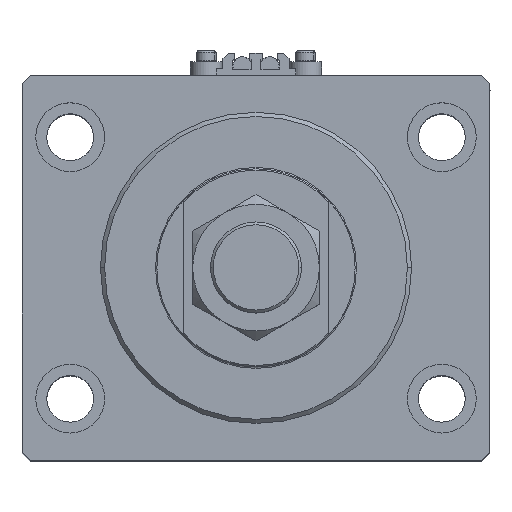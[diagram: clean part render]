
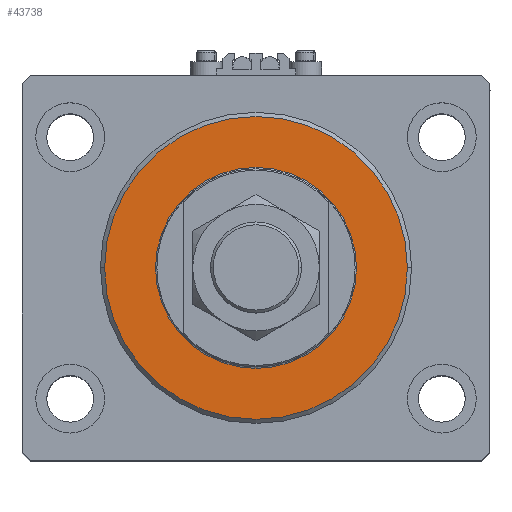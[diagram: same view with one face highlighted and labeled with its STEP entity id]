
A CAD part, top view. The second image highlights one B-rep face of the part: STEP entity #43738.
In plain terms, the highlighted face is planar.
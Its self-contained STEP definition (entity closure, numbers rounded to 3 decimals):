
#545 = EDGE_CURVE ( 'NONE', #2400, #2541, #9944, .T. ) ;
#2400 = VERTEX_POINT ( 'NONE', #38876 ) ;
#2541 = VERTEX_POINT ( 'NONE', #14097 ) ;
#2548 = DIRECTION ( 'NONE',  ( 0., 0., -1. ) ) ;
#4287 = AXIS2_PLACEMENT_3D ( 'NONE', #46591, #10926, #22163 ) ;
#6582 = EDGE_CURVE ( 'NONE', #16417, #33310, #22694, .T. ) ;
#8909 = DIRECTION ( 'NONE',  ( 1., 0., 0. ) ) ;
#9944 = CIRCLE ( 'NONE', #19102, 36.5 ) ;
#10198 = ORIENTED_EDGE ( 'NONE', *, *, #32316, .T. ) ;
#10926 = DIRECTION ( 'NONE',  ( 0., 0., 1. ) ) ;
#11775 = DIRECTION ( 'NONE',  ( 0., 0., 1. ) ) ;
#12250 = CIRCLE ( 'NONE', #30593, 36.5 ) ;
#14097 = CARTESIAN_POINT ( 'NONE',  ( 36.5, 0., 0. ) ) ;
#14644 = EDGE_LOOP ( 'NONE', ( #28383, #49913 ) ) ;
#16417 = VERTEX_POINT ( 'NONE', #49977 ) ;
#16450 = DIRECTION ( 'NONE',  ( 0., 0., -1. ) ) ;
#18431 = DIRECTION ( 'NONE',  ( 1., 0., 0. ) ) ;
#19102 = AXIS2_PLACEMENT_3D ( 'NONE', #32619, #48483, #8909 ) ;
#19605 = CARTESIAN_POINT ( 'NONE',  ( 0., 0., 0. ) ) ;
#20323 = CARTESIAN_POINT ( 'NONE',  ( -55., 0., 0. ) ) ;
#22163 = DIRECTION ( 'NONE',  ( 1., 0., 0. ) ) ;
#22694 = CIRCLE ( 'NONE', #29331, 55. ) ;
#23353 = EDGE_LOOP ( 'NONE', ( #10198, #39854 ) ) ;
#23501 = EDGE_CURVE ( 'NONE', #33310, #16417, #45499, .T. ) ;
#24276 = CARTESIAN_POINT ( 'NONE',  ( 0., 0., 0. ) ) ;
#26310 = PLANE ( 'NONE',  #4287 ) ;
#28383 = ORIENTED_EDGE ( 'NONE', *, *, #6582, .T. ) ;
#29331 = AXIS2_PLACEMENT_3D ( 'NONE', #24276, #16450, #32337 ) ;
#30227 = FACE_OUTER_BOUND ( 'NONE', #14644, .T. ) ;
#30593 = AXIS2_PLACEMENT_3D ( 'NONE', #19605, #11775, #31571 ) ;
#31571 = DIRECTION ( 'NONE',  ( 1., 0., 0. ) ) ;
#32316 = EDGE_CURVE ( 'NONE', #2541, #2400, #12250, .T. ) ;
#32337 = DIRECTION ( 'NONE',  ( 1., 0., 0. ) ) ;
#32619 = CARTESIAN_POINT ( 'NONE',  ( 0., 0., 0. ) ) ;
#33310 = VERTEX_POINT ( 'NONE', #20323 ) ;
#38017 = FACE_BOUND ( 'NONE', #23353, .T. ) ;
#38041 = AXIS2_PLACEMENT_3D ( 'NONE', #43825, #2548, #18431 ) ;
#38876 = CARTESIAN_POINT ( 'NONE',  ( -36.5, 0., 0. ) ) ;
#39854 = ORIENTED_EDGE ( 'NONE', *, *, #545, .T. ) ;
#43738 = ADVANCED_FACE ( 'NONE', ( #38017, #30227 ), #26310, .F. ) ;
#43825 = CARTESIAN_POINT ( 'NONE',  ( 0., 0., 0. ) ) ;
#45499 = CIRCLE ( 'NONE', #38041, 55. ) ;
#46591 = CARTESIAN_POINT ( 'NONE',  ( 0., 0., 0. ) ) ;
#48483 = DIRECTION ( 'NONE',  ( 0., 0., 1. ) ) ;
#49913 = ORIENTED_EDGE ( 'NONE', *, *, #23501, .T. ) ;
#49977 = CARTESIAN_POINT ( 'NONE',  ( 55., 0., 0. ) ) ;
